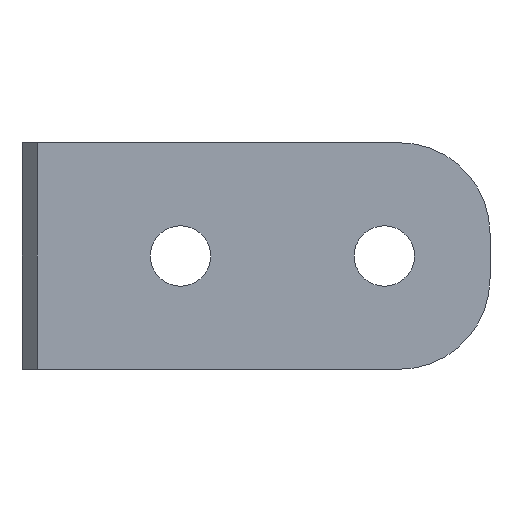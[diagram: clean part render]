
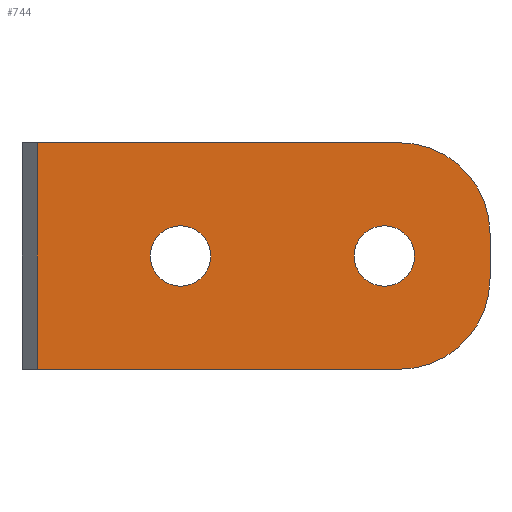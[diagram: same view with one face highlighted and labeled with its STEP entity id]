
A CAD part, left-side view. The second image highlights one B-rep face of the part: STEP entity #744.
In plain terms, the highlighted planar face has unit normal (-1, 0, 0).
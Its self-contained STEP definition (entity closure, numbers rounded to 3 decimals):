
#14 = VECTOR ( 'NONE', #823, 1000. ) ;
#34 = LINE ( 'NONE', #383, #848 ) ;
#41 = CARTESIAN_POINT ( 'NONE',  ( -1., -14.5, 7.5 ) ) ;
#49 = VERTEX_POINT ( 'NONE', #1117 ) ;
#53 = CIRCLE ( 'NONE', #697, 6. ) ;
#97 = CARTESIAN_POINT ( 'NONE',  ( -1., -14.5, -7.5 ) ) ;
#125 = DIRECTION ( 'NONE',  ( 1., 0., 0. ) ) ;
#148 = CARTESIAN_POINT ( 'NONE',  ( -1., -14.5, 1.5 ) ) ;
#166 = VERTEX_POINT ( 'NONE', #544 ) ;
#176 = VERTEX_POINT ( 'NONE', #638 ) ;
#181 = CARTESIAN_POINT ( 'NONE',  ( -1., -13.5, 0. ) ) ;
#194 = EDGE_LOOP ( 'NONE', ( #985, #214 ) ) ;
#201 = CIRCLE ( 'NONE', #770, 2. ) ;
#204 = AXIS2_PLACEMENT_3D ( 'NONE', #558, #1099, #300 ) ;
#210 = DIRECTION ( 'NONE',  ( 0., -1., 0. ) ) ;
#214 = ORIENTED_EDGE ( 'NONE', *, *, #631, .T. ) ;
#229 = EDGE_CURVE ( 'NONE', #689, #929, #53, .T. ) ;
#234 = CARTESIAN_POINT ( 'NONE',  ( -1., -14.5, -1.5 ) ) ;
#236 = LINE ( 'NONE', #576, #14 ) ;
#237 = ORIENTED_EDGE ( 'NONE', *, *, #229, .F. ) ;
#238 = CARTESIAN_POINT ( 'NONE',  ( -1., -20.5, 1.5 ) ) ;
#263 = EDGE_CURVE ( 'NONE', #929, #896, #236, .T. ) ;
#273 = CARTESIAN_POINT ( 'NONE',  ( -1., -20.5, -1.5 ) ) ;
#280 = LINE ( 'NONE', #97, #531 ) ;
#285 = DIRECTION ( 'NONE',  ( 1., 0., 0. ) ) ;
#299 = ORIENTED_EDGE ( 'NONE', *, *, #998, .F. ) ;
#300 = DIRECTION ( 'NONE',  ( 0., 0., -1. ) ) ;
#311 = EDGE_CURVE ( 'NONE', #978, #443, #201, .T. ) ;
#354 = DIRECTION ( 'NONE',  ( 0., 1., 0. ) ) ;
#356 = ORIENTED_EDGE ( 'NONE', *, *, #311, .T. ) ;
#369 = DIRECTION ( 'NONE',  ( 1., 0., 0. ) ) ;
#371 = ORIENTED_EDGE ( 'NONE', *, *, #554, .F. ) ;
#383 = CARTESIAN_POINT ( 'NONE',  ( -1., 9.5, 7.5 ) ) ;
#429 = FACE_OUTER_BOUND ( 'NONE', #927, .T. ) ;
#443 = VERTEX_POINT ( 'NONE', #801 ) ;
#449 = ORIENTED_EDGE ( 'NONE', *, *, #618, .F. ) ;
#455 = AXIS2_PLACEMENT_3D ( 'NONE', #1065, #285, #790 ) ;
#485 = VERTEX_POINT ( 'NONE', #884 ) ;
#509 = FACE_BOUND ( 'NONE', #194, .T. ) ;
#531 = VECTOR ( 'NONE', #354, 1000. ) ;
#542 = EDGE_CURVE ( 'NONE', #443, #978, #608, .T. ) ;
#544 = CARTESIAN_POINT ( 'NONE',  ( -1., -14.5, -7.5 ) ) ;
#554 = EDGE_CURVE ( 'NONE', #166, #485, #280, .T. ) ;
#558 = CARTESIAN_POINT ( 'NONE',  ( -1., -13.5, 0. ) ) ;
#559 = DIRECTION ( 'NONE',  ( 0., 0., -1. ) ) ;
#561 = EDGE_LOOP ( 'NONE', ( #1119, #356 ) ) ;
#576 = CARTESIAN_POINT ( 'NONE',  ( -1., -20.5, 1.5 ) ) ;
#586 = DIRECTION ( 'NONE',  ( 0., 0., -1. ) ) ;
#603 = CARTESIAN_POINT ( 'NONE',  ( -1., 0., 2. ) ) ;
#608 = CIRCLE ( 'NONE', #455, 2. ) ;
#615 = VERTEX_POINT ( 'NONE', #1001 ) ;
#618 = EDGE_CURVE ( 'NONE', #176, #689, #830, .T. ) ;
#624 = AXIS2_PLACEMENT_3D ( 'NONE', #181, #369, #732 ) ;
#631 = EDGE_CURVE ( 'NONE', #615, #49, #700, .T. ) ;
#638 = CARTESIAN_POINT ( 'NONE',  ( -1., 9.5, 7.5 ) ) ;
#649 = CARTESIAN_POINT ( 'NONE',  ( -1., -14.5, 7.5 ) ) ;
#689 = VERTEX_POINT ( 'NONE', #649 ) ;
#695 = EDGE_CURVE ( 'NONE', #485, #176, #34, .T. ) ;
#697 = AXIS2_PLACEMENT_3D ( 'NONE', #148, #1014, #559 ) ;
#700 = CIRCLE ( 'NONE', #204, 2. ) ;
#714 = ORIENTED_EDGE ( 'NONE', *, *, #695, .F. ) ;
#732 = DIRECTION ( 'NONE',  ( 0., 0., -1. ) ) ;
#735 = ORIENTED_EDGE ( 'NONE', *, *, #263, .F. ) ;
#744 = ADVANCED_FACE ( 'NONE', ( #509, #1022, #429 ), #934, .F. ) ;
#754 = CARTESIAN_POINT ( 'NONE',  ( -1., 0., 0. ) ) ;
#770 = AXIS2_PLACEMENT_3D ( 'NONE', #754, #125, #1100 ) ;
#773 = AXIS2_PLACEMENT_3D ( 'NONE', #1107, #1026, #859 ) ;
#783 = DIRECTION ( 'NONE',  ( 1., 0., 0. ) ) ;
#790 = DIRECTION ( 'NONE',  ( 0., 0., -1. ) ) ;
#791 = CIRCLE ( 'NONE', #624, 2. ) ;
#801 = CARTESIAN_POINT ( 'NONE',  ( -1., 0., -2. ) ) ;
#823 = DIRECTION ( 'NONE',  ( 0., 0., -1. ) ) ;
#830 = LINE ( 'NONE', #41, #940 ) ;
#844 = EDGE_CURVE ( 'NONE', #49, #615, #791, .T. ) ;
#848 = VECTOR ( 'NONE', #1080, 1000. ) ;
#859 = DIRECTION ( 'NONE',  ( 0., 0., -1. ) ) ;
#884 = CARTESIAN_POINT ( 'NONE',  ( -1., 9.5, -7.5 ) ) ;
#885 = AXIS2_PLACEMENT_3D ( 'NONE', #234, #783, #586 ) ;
#896 = VERTEX_POINT ( 'NONE', #273 ) ;
#927 = EDGE_LOOP ( 'NONE', ( #714, #371, #299, #735, #237, #449 ) ) ;
#929 = VERTEX_POINT ( 'NONE', #238 ) ;
#934 = PLANE ( 'NONE',  #885 ) ;
#940 = VECTOR ( 'NONE', #210, 1000. ) ;
#978 = VERTEX_POINT ( 'NONE', #603 ) ;
#985 = ORIENTED_EDGE ( 'NONE', *, *, #844, .T. ) ;
#991 = CIRCLE ( 'NONE', #773, 6. ) ;
#998 = EDGE_CURVE ( 'NONE', #896, #166, #991, .T. ) ;
#1001 = CARTESIAN_POINT ( 'NONE',  ( -1., -13.5, 2. ) ) ;
#1014 = DIRECTION ( 'NONE',  ( 1., 0., 0. ) ) ;
#1022 = FACE_BOUND ( 'NONE', #561, .T. ) ;
#1026 = DIRECTION ( 'NONE',  ( 1., 0., 0. ) ) ;
#1065 = CARTESIAN_POINT ( 'NONE',  ( -1., 0., 0. ) ) ;
#1080 = DIRECTION ( 'NONE',  ( 0., 0., 1. ) ) ;
#1099 = DIRECTION ( 'NONE',  ( 1., 0., 0. ) ) ;
#1100 = DIRECTION ( 'NONE',  ( 0., 0., -1. ) ) ;
#1107 = CARTESIAN_POINT ( 'NONE',  ( -1., -14.5, -1.5 ) ) ;
#1117 = CARTESIAN_POINT ( 'NONE',  ( -1., -13.5, -2. ) ) ;
#1119 = ORIENTED_EDGE ( 'NONE', *, *, #542, .T. ) ;
